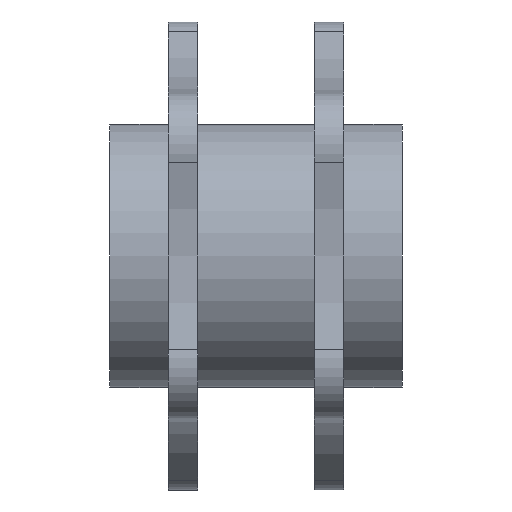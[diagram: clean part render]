
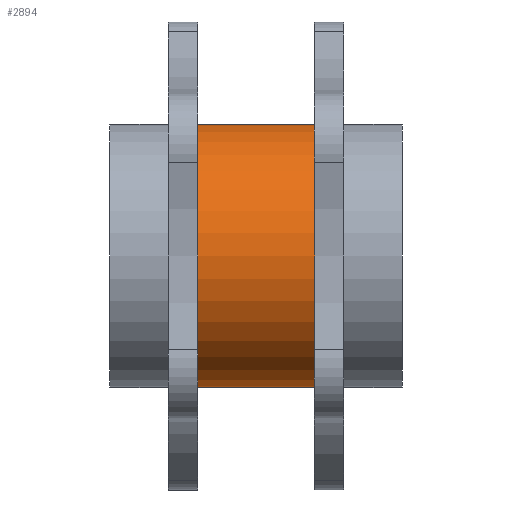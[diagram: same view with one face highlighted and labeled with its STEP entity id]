
A CAD part, left-side view. The second image highlights one B-rep face of the part: STEP entity #2894.
In plain terms, the highlighted cylindrical face has radius 31.5 mm (diameter 63 mm), a partial arc.
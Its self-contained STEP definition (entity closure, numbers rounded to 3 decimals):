
#144 = ORIENTED_EDGE ( 'NONE', *, *, #1585, .F. ) ;
#188 = VERTEX_POINT ( 'NONE', #227 ) ;
#227 = CARTESIAN_POINT ( 'NONE',  ( 0., -14., -31.5 ) ) ;
#240 = DIRECTION ( 'NONE',  ( 0., -1., 0. ) ) ;
#405 = CARTESIAN_POINT ( 'NONE',  ( 0., -14., 0. ) ) ;
#415 = CIRCLE ( 'NONE', #672, 31.5 ) ;
#420 = LINE ( 'NONE', #2566, #428 ) ;
#428 = VECTOR ( 'NONE', #240, 1000. ) ;
#462 = VERTEX_POINT ( 'NONE', #1127 ) ;
#479 = FACE_OUTER_BOUND ( 'NONE', #2071, .T. ) ;
#630 = CARTESIAN_POINT ( 'NONE',  ( 0., 35., -31.5 ) ) ;
#643 = ORIENTED_EDGE ( 'NONE', *, *, #1437, .T. ) ;
#672 = AXIS2_PLACEMENT_3D ( 'NONE', #1401, #677, #2674 ) ;
#677 = DIRECTION ( 'NONE',  ( 0., 1., 0. ) ) ;
#850 = DIRECTION ( 'NONE',  ( 0., 1., 0. ) ) ;
#963 = VERTEX_POINT ( 'NONE', #2433 ) ;
#1006 = DIRECTION ( 'NONE',  ( 0., -1., 0. ) ) ;
#1127 = CARTESIAN_POINT ( 'NONE',  ( 0., 14., 31.5 ) ) ;
#1188 = DIRECTION ( 'NONE',  ( 0., -1., 0. ) ) ;
#1190 = EDGE_CURVE ( 'NONE', #188, #1371, #2207, .T. ) ;
#1280 = ORIENTED_EDGE ( 'NONE', *, *, #2505, .F. ) ;
#1302 = DIRECTION ( 'NONE',  ( 0., 0., 1. ) ) ;
#1371 = VERTEX_POINT ( 'NONE', #1889 ) ;
#1401 = CARTESIAN_POINT ( 'NONE',  ( 0., 14., 0. ) ) ;
#1437 = EDGE_CURVE ( 'NONE', #963, #188, #2386, .T. ) ;
#1483 = CYLINDRICAL_SURFACE ( 'NONE', #2896, 31.5 ) ;
#1585 = EDGE_CURVE ( 'NONE', #963, #462, #415, .T. ) ;
#1746 = CARTESIAN_POINT ( 'NONE',  ( 0., 35., 0. ) ) ;
#1889 = CARTESIAN_POINT ( 'NONE',  ( 0., -14., 31.5 ) ) ;
#2071 = EDGE_LOOP ( 'NONE', ( #1280, #144, #643, #2651 ) ) ;
#2207 = CIRCLE ( 'NONE', #2571, 31.5 ) ;
#2386 = LINE ( 'NONE', #630, #2431 ) ;
#2431 = VECTOR ( 'NONE', #1006, 1000. ) ;
#2433 = CARTESIAN_POINT ( 'NONE',  ( 0., 14., -31.5 ) ) ;
#2505 = EDGE_CURVE ( 'NONE', #462, #1371, #420, .T. ) ;
#2566 = CARTESIAN_POINT ( 'NONE',  ( 0., 35., 31.5 ) ) ;
#2571 = AXIS2_PLACEMENT_3D ( 'NONE', #405, #850, #1302 ) ;
#2651 = ORIENTED_EDGE ( 'NONE', *, *, #1190, .T. ) ;
#2658 = DIRECTION ( 'NONE',  ( 0., 0., -1. ) ) ;
#2674 = DIRECTION ( 'NONE',  ( 0., 0., 1. ) ) ;
#2894 = ADVANCED_FACE ( 'NONE', ( #479 ), #1483, .T. ) ;
#2896 = AXIS2_PLACEMENT_3D ( 'NONE', #1746, #1188, #2658 ) ;
